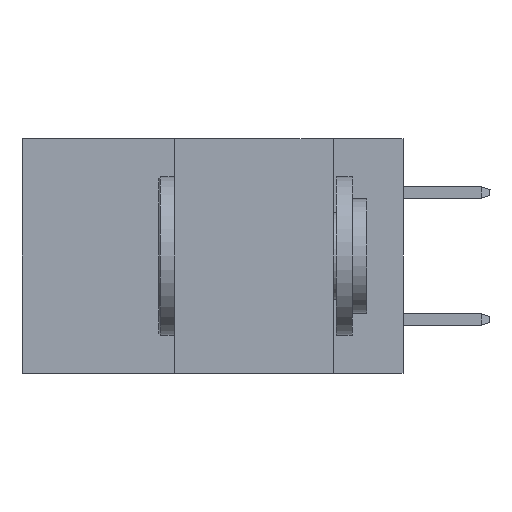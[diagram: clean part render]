
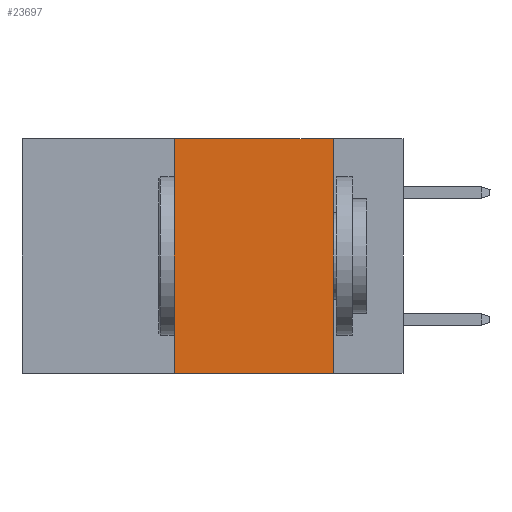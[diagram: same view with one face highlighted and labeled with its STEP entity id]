
A CAD part, left-side view. The second image highlights one B-rep face of the part: STEP entity #23697.
In plain terms, the highlighted planar face has unit normal (-1, 0, 0).
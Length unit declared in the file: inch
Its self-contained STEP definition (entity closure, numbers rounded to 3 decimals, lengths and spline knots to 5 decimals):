
#365 = VECTOR ( 'NONE', #33007, 39.37008 ) ;
#595 = VERTEX_POINT ( 'NONE', #22752 ) ;
#1924 = CARTESIAN_POINT ( 'NONE',  ( 0., 0.36, 0. ) ) ;
#2104 = EDGE_CURVE ( 'NONE', #9088, #27513, #30427, .T. ) ;
#4059 = VECTOR ( 'NONE', #38093, 39.37008 ) ;
#7524 = CARTESIAN_POINT ( 'NONE',  ( 0., 0.36, -0.37 ) ) ;
#8189 = DIRECTION ( 'NONE',  ( 0., -1., 0. ) ) ;
#9088 = VERTEX_POINT ( 'NONE', #25606 ) ;
#9888 = CARTESIAN_POINT ( 'NONE',  ( 0., 0.6, 0. ) ) ;
#10484 = VECTOR ( 'NONE', #8189, 39.37008 ) ;
#11505 = VECTOR ( 'NONE', #29606, 39.37008 ) ;
#11884 = CARTESIAN_POINT ( 'NONE',  ( 0., 0.6, 0. ) ) ;
#14219 = LINE ( 'NONE', #25887, #11505 ) ;
#14325 = CARTESIAN_POINT ( 'NONE',  ( 0., 0.6, -0.37 ) ) ;
#16947 = ORIENTED_EDGE ( 'NONE', *, *, #32858, .F. ) ;
#20006 = ORIENTED_EDGE ( 'NONE', *, *, #2104, .F. ) ;
#21470 = ORIENTED_EDGE ( 'NONE', *, *, #29928, .F. ) ;
#21945 = DIRECTION ( 'NONE',  ( 1., 0., 0. ) ) ;
#22752 = CARTESIAN_POINT ( 'NONE',  ( 0., 0.11, -0.37 ) ) ;
#22917 = LINE ( 'NONE', #1924, #4059 ) ;
#23697 = ADVANCED_FACE ( 'NONE', ( #24912 ), #36942, .F. ) ;
#24912 = FACE_OUTER_BOUND ( 'NONE', #26481, .T. ) ;
#25535 = CARTESIAN_POINT ( 'NONE',  ( 0., 0.11, 0. ) ) ;
#25606 = CARTESIAN_POINT ( 'NONE',  ( 0., 0.36, 0. ) ) ;
#25887 = CARTESIAN_POINT ( 'NONE',  ( 0., 0.11, 0. ) ) ;
#26474 = DIRECTION ( 'NONE',  ( 0., 0., -1. ) ) ;
#26481 = EDGE_LOOP ( 'NONE', ( #21470, #20006, #16947, #38322 ) ) ;
#27513 = VERTEX_POINT ( 'NONE', #25535 ) ;
#29606 = DIRECTION ( 'NONE',  ( 0., 0., -1. ) ) ;
#29928 = EDGE_CURVE ( 'NONE', #27513, #595, #14219, .T. ) ;
#30427 = LINE ( 'NONE', #11884, #365 ) ;
#32088 = LINE ( 'NONE', #14325, #10484 ) ;
#32858 = EDGE_CURVE ( 'NONE', #38579, #9088, #22917, .T. ) ;
#33007 = DIRECTION ( 'NONE',  ( 0., -1., 0. ) ) ;
#36509 = EDGE_CURVE ( 'NONE', #38579, #595, #32088, .T. ) ;
#36942 = PLANE ( 'NONE',  #37768 ) ;
#37768 = AXIS2_PLACEMENT_3D ( 'NONE', #9888, #21945, #26474 ) ;
#38093 = DIRECTION ( 'NONE',  ( 0., 0., 1. ) ) ;
#38322 = ORIENTED_EDGE ( 'NONE', *, *, #36509, .T. ) ;
#38579 = VERTEX_POINT ( 'NONE', #7524 ) ;
